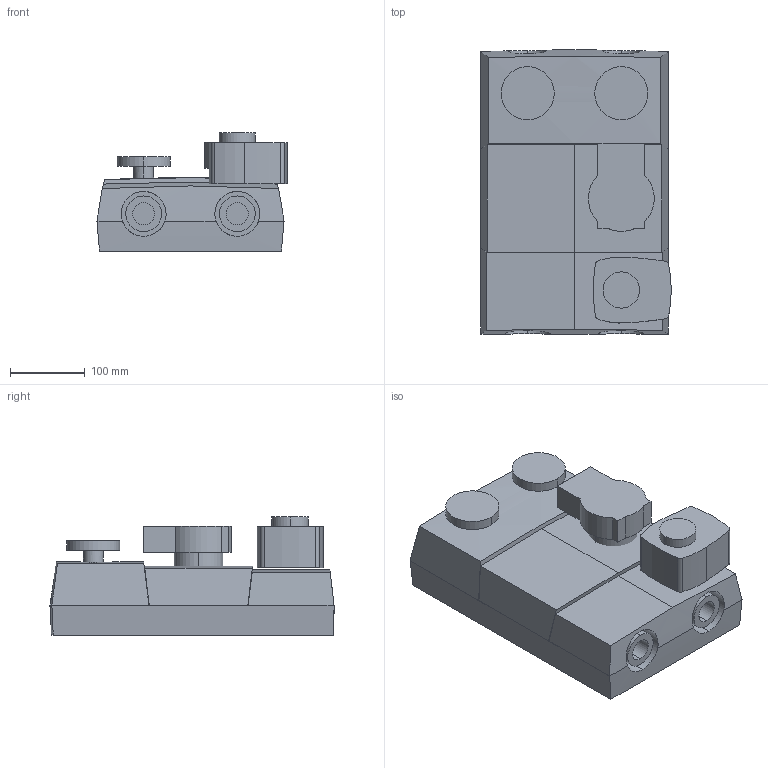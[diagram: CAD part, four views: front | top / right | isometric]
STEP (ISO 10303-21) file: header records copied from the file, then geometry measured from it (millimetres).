
FILE_DESCRIPTION (( 'STEP AP214' ), '1' );
FILE_NAME ('61042100, 61042500, 61044100, 61044500 GRA, GRC DN25 W.STEP', '2021-12-27T13:29:58', ( '' ), ( '' ), 'SwSTEP 2.0', 'SolidWorks 2021', '' );
FILE_SCHEMA (( 'AUTOMOTIVE_DESIGN' ));
Length unit declared in the file: millimetre
Products named in the file (1): 61042100, 61042500, 61044100, 61044500 GRA, GRC DN25 W
Bounding box: 254.1 x 379.43 x 157.75 mm (x, y, z)
Volume: 9148112 mm3; surface area: 504564.8 mm2
Topology: 5 solids, 5 shells, 168 faces, 404 edges, 266 vertices
Faces by surface type: cylinder 98, plane 68, torus 2
Entity records: 6141 total; most frequent: CARTESIAN_POINT 1619, DIRECTION 849, ORIENTED_EDGE 808, EDGE_CURVE 404, AXIS2_PLACEMENT_3D 322, VERTEX_POINT 266, VECTOR 205, LINE 205
